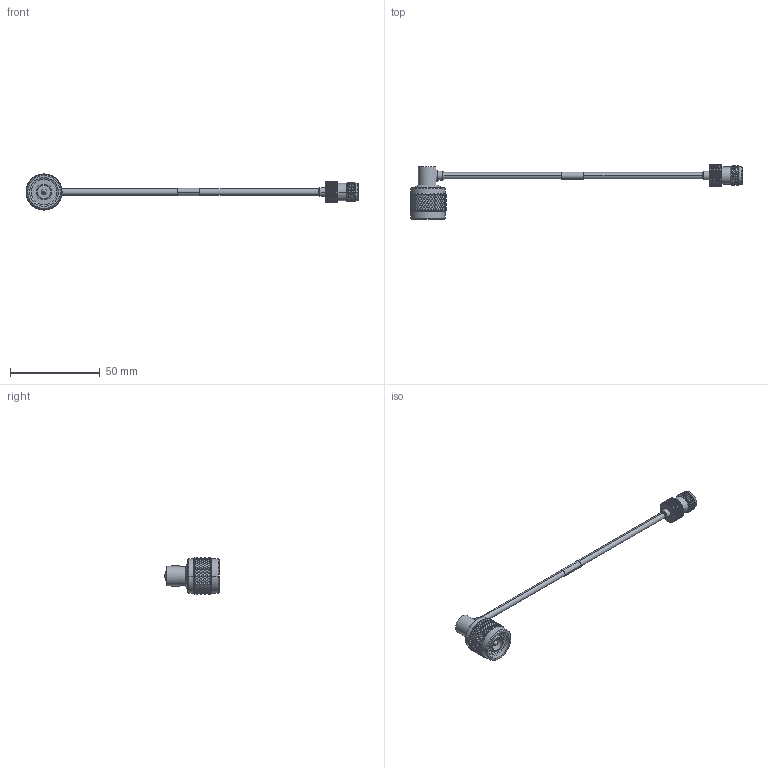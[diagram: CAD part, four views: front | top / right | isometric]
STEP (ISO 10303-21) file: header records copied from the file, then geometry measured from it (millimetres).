
FILE_DESCRIPTION (( 'STEP AP214' ), '1' );
FILE_NAME ('LCCA30450.step', '2020-05-02T08:55:28', ( '' ), ( '' ), 'SwSTEP 2.0', 'SolidWorks 2018', '' );
FILE_SCHEMA (( 'AUTOMOTIVE_DESIGN' ));
Length unit declared in the file: inch
Products named in the file (7): 1AW01-003_.152 ID; solder plug left^LCCA30450; LCCN3053; LCCN3067; LC141TB (141 FORMABLE); LCCA30450; solder plug right^LCCA30450
Assembly tree (6 placements, depth 2):
  LCCA30450
    LC141TB (141 FORMABLE)
    LCCN3053
    solder plug left^LCCA30450
    1AW01-003_.152 ID
    LCCN3067
    solder plug right^LCCA30450
Bounding box: 184.95 x 30.23 x 20.07 mm (x, y, z)
Volume: 6613 mm3; surface area: 8091.5 mm2
Topology: 6 solids, 6 shells, 4001 faces, 8274 edges, 4299 vertices
Faces by surface type: bspline 2883, cylinder 792, cone 269, plane 51, sphere 6
Entity records: 145597 total; most frequent: CARTESIAN_POINT 93303, ORIENTED_EDGE 16548, EDGE_CURVE 8274, VERTEX_POINT 4299, EDGE_LOOP 4021, ADVANCED_FACE 4001, FACE_OUTER_BOUND 4001, DIRECTION 3631
